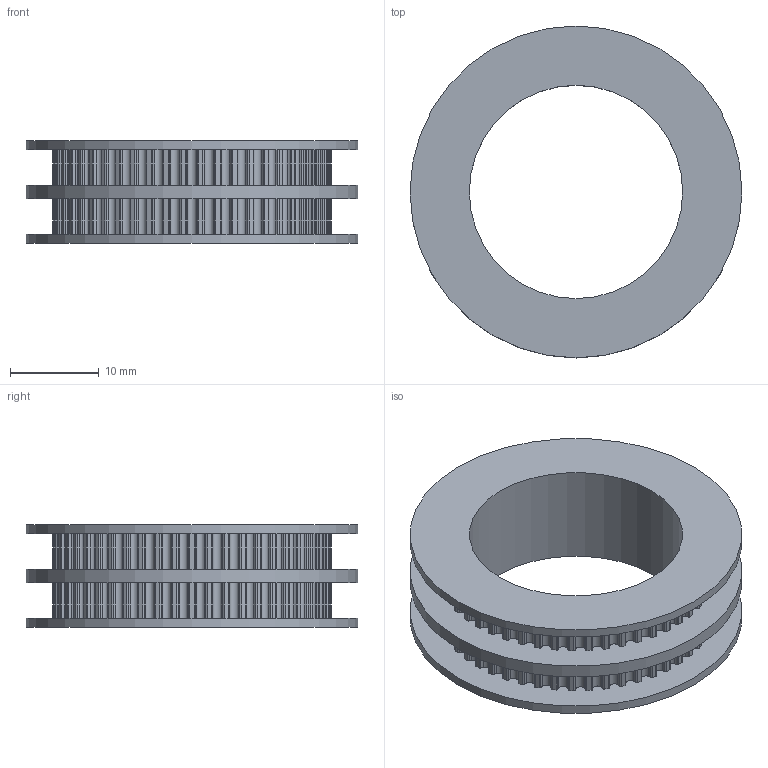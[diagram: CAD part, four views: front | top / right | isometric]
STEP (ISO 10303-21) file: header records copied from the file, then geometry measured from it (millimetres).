
FILE_DESCRIPTION(/* description */ ('Unknown'),/* implementation_level */ '2;1');
FILE_NAME(/* name */ 'DoublePulley-50T-GT2-Released-1',/* time_stamp */ '2021-05-28T16:39:12-05:00',/* author */ ('Unknown'),/* organization */ ('Unknown'),/* preprocessor_version */ 'ST-DEVELOPER v16.7',/* originating_system */ 'Solid Edge',/* authorisation */ 'Unknown');
FILE_SCHEMA (('AUTOMOTIVE_DESIGN {1 0 10303 214 3 1 1}'));
Length unit declared in the file: millimetre
Products named in the file (1): DoublePulley-50T-GT2
Bounding box: 37.34 x 37.34 x 11.5 mm (x, y, z)
Volume: 4503.1 mm3; surface area: 5115.5 mm2
Topology: 1 solids, 1 shells, 610 faces, 1813 edges, 1209 vertices
Faces by surface type: cylinder 604, plane 6
Full cylindrical faces by diameter (mm): 24 x1, 37.338 x3
Entity records: 21218 total; most frequent: DIRECTION 4238, CARTESIAN_POINT 3627, ORIENTED_EDGE 3616, AXIS2_PLACEMENT_3D 1819, EDGE_CURVE 1808, VERTEX_POINT 1208, CIRCLE 1208, EDGE_LOOP 620
